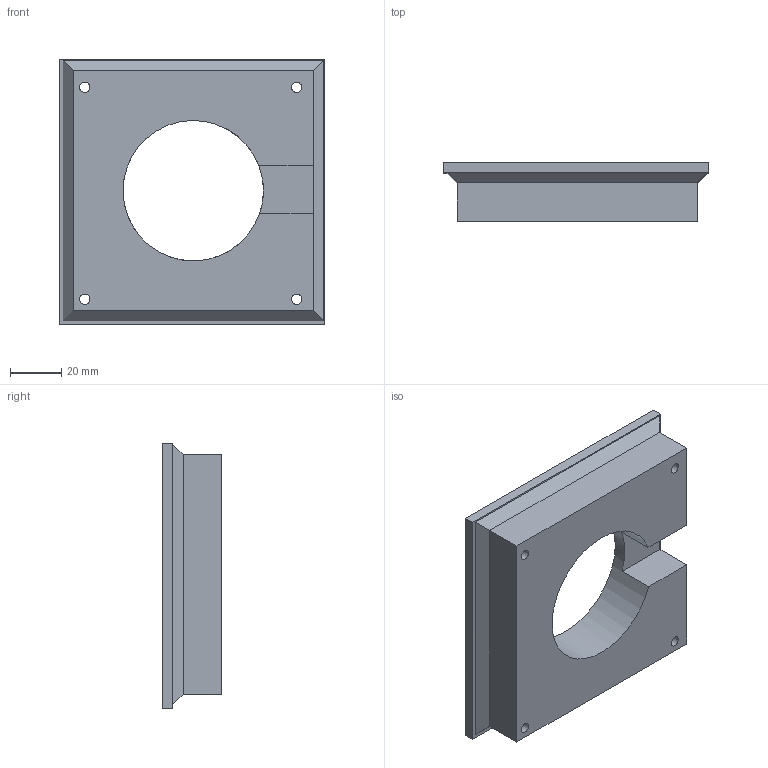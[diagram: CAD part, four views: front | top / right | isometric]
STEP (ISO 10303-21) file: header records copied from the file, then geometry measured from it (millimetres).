
FILE_DESCRIPTION(/* description */ (''),/* implementation_level */ '2;1');
FILE_NAME(/* name */ 'base bearing low.stp',/* time_stamp */ '2017-04-18T23:42:36+02:00',/* author */ ('Admin'),/* organization */ (''),/* preprocessor_version */ 'ST-DEVELOPER v16.1',/* originating_system */ 'Autodesk Inventor 2016',/* authorisation */ '');
FILE_SCHEMA (('AUTOMOTIVE_DESIGN { 1 0 10303 214 3 1 1 }'));
Length unit declared in the file: millimetre
Products named in the file (1): soporte rodamiento 4 pulgadas
Bounding box: 104 x 23 x 104 mm (x, y, z)
Volume: 133022 mm3; surface area: 30393.3 mm2
Topology: 1 solids, 1 shells, 28 faces, 71 edges, 46 vertices
Faces by surface type: plane 23, cylinder 5
Full cylindrical faces by diameter (mm): 4 x4, 55 x1
Entity records: 844 total; most frequent: CARTESIAN_POINT 139, DIRECTION 134, ORIENTED_EDGE 130, EDGE_CURVE 65, LINE 54, VECTOR 54, VERTEX_POINT 45, EDGE_LOOP 44
